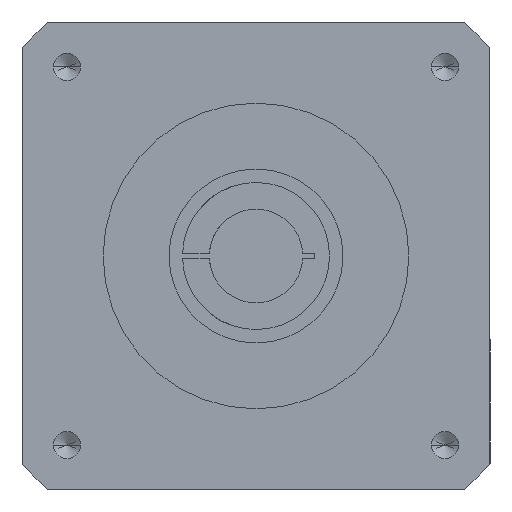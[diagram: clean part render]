
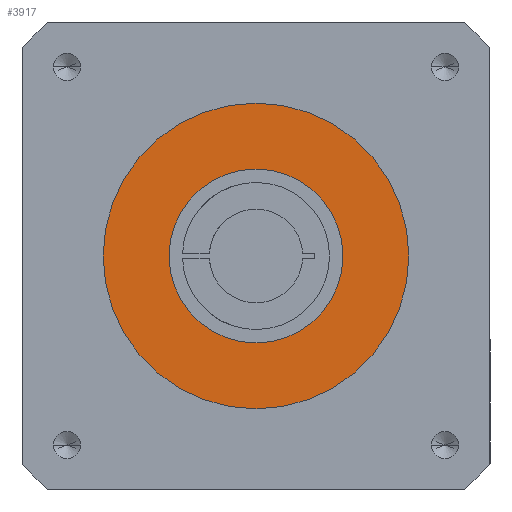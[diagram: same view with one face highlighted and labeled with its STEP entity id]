
A CAD part, front view. The second image highlights one B-rep face of the part: STEP entity #3917.
In plain terms, the highlighted face is planar.
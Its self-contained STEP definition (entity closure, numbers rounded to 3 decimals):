
#191 = AXIS2_PLACEMENT_3D ( 'NONE', #1998, #4073, #371 ) ;
#268 = EDGE_LOOP ( 'NONE', ( #1448, #4982 ) ) ;
#371 = DIRECTION ( 'NONE',  ( 0., 0., 1. ) ) ;
#540 = CARTESIAN_POINT ( 'NONE',  ( 0., 70., 0. ) ) ;
#654 = VERTEX_POINT ( 'NONE', #1778 ) ;
#749 = CARTESIAN_POINT ( 'NONE',  ( 0., 70., 32.5 ) ) ;
#1027 = DIRECTION ( 'NONE',  ( 0., 0., 1. ) ) ;
#1063 = CARTESIAN_POINT ( 'NONE',  ( 0., 70., 0. ) ) ;
#1448 = ORIENTED_EDGE ( 'NONE', *, *, #3308, .T. ) ;
#1517 = DIRECTION ( 'NONE',  ( 0., 1., 0. ) ) ;
#1616 = FACE_BOUND ( 'NONE', #4984, .T. ) ;
#1778 = CARTESIAN_POINT ( 'NONE',  ( 0., 70., 57.15 ) ) ;
#1998 = CARTESIAN_POINT ( 'NONE',  ( 0., 70., 0. ) ) ;
#2001 = EDGE_CURVE ( 'NONE', #3244, #4802, #5326, .T. ) ;
#2043 = VERTEX_POINT ( 'NONE', #4818 ) ;
#2218 = DIRECTION ( 'NONE',  ( 0., 0., 1. ) ) ;
#2334 = CIRCLE ( 'NONE', #5241, 32.5 ) ;
#2364 = AXIS2_PLACEMENT_3D ( 'NONE', #2711, #4799, #3136 ) ;
#2399 = DIRECTION ( 'NONE',  ( 0., 0., 1. ) ) ;
#2500 = CARTESIAN_POINT ( 'NONE',  ( 0., 70., -32.5 ) ) ;
#2711 = CARTESIAN_POINT ( 'NONE',  ( 0., 70., 0. ) ) ;
#2788 = CIRCLE ( 'NONE', #5103, 57.15 ) ;
#3136 = DIRECTION ( 'NONE',  ( 0., 0., 1. ) ) ;
#3244 = VERTEX_POINT ( 'NONE', #2500 ) ;
#3308 = EDGE_CURVE ( 'NONE', #654, #2043, #2788, .T. ) ;
#3531 = CIRCLE ( 'NONE', #191, 57.15 ) ;
#3917 = ADVANCED_FACE ( 'NONE', ( #1616, #4900 ), #4010, .T. ) ;
#3977 = CARTESIAN_POINT ( 'NONE',  ( 0., 70., 0. ) ) ;
#4010 = PLANE ( 'NONE',  #5210 ) ;
#4064 = EDGE_CURVE ( 'NONE', #4802, #3244, #2334, .T. ) ;
#4073 = DIRECTION ( 'NONE',  ( 0., 1., 0. ) ) ;
#4287 = DIRECTION ( 'NONE',  ( 0., 1., 0. ) ) ;
#4666 = ORIENTED_EDGE ( 'NONE', *, *, #4064, .F. ) ;
#4799 = DIRECTION ( 'NONE',  ( 0., 1., 0. ) ) ;
#4802 = VERTEX_POINT ( 'NONE', #749 ) ;
#4818 = CARTESIAN_POINT ( 'NONE',  ( 0., 70., -57.15 ) ) ;
#4833 = EDGE_CURVE ( 'NONE', #2043, #654, #3531, .T. ) ;
#4900 = FACE_OUTER_BOUND ( 'NONE', #268, .T. ) ;
#4982 = ORIENTED_EDGE ( 'NONE', *, *, #4833, .T. ) ;
#4984 = EDGE_LOOP ( 'NONE', ( #4666, #5259 ) ) ;
#5103 = AXIS2_PLACEMENT_3D ( 'NONE', #540, #4287, #2218 ) ;
#5183 = DIRECTION ( 'NONE',  ( 0., 1., 0. ) ) ;
#5210 = AXIS2_PLACEMENT_3D ( 'NONE', #3977, #1517, #2399 ) ;
#5241 = AXIS2_PLACEMENT_3D ( 'NONE', #1063, #5183, #1027 ) ;
#5259 = ORIENTED_EDGE ( 'NONE', *, *, #2001, .F. ) ;
#5326 = CIRCLE ( 'NONE', #2364, 32.5 ) ;
